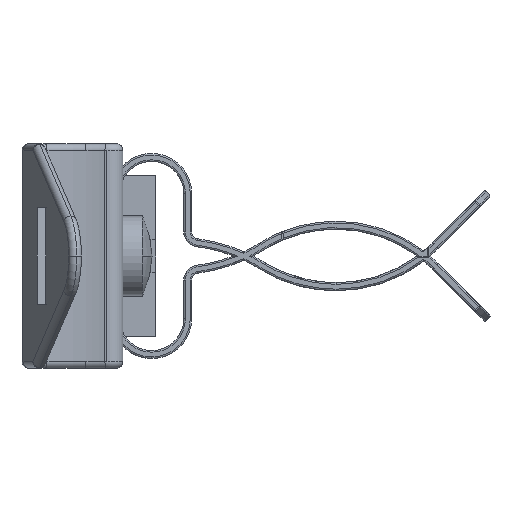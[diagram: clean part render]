
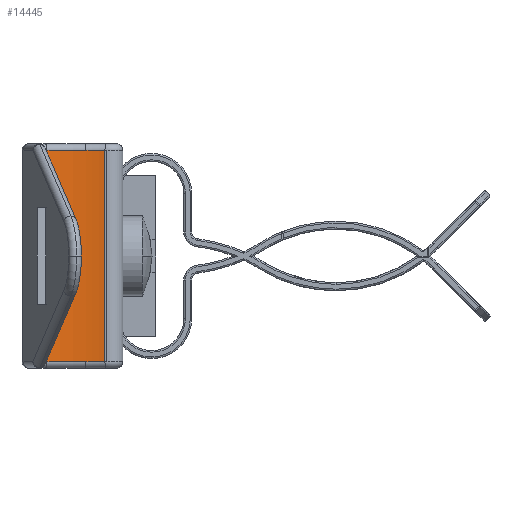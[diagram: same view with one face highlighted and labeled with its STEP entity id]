
A CAD part, left-side view. The second image highlights one B-rep face of the part: STEP entity #14445.
In plain terms, the highlighted cylindrical face has radius 10 mm (diameter 20 mm), a partial arc.
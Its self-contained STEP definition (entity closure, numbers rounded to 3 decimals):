
#318 = DIRECTION ( 'NONE',  ( 0., 0., -1. ) ) ;
#793 = VECTOR ( 'NONE', #10885, 1000. ) ;
#896 = CARTESIAN_POINT ( 'NONE',  ( -17.43, 2.31, 0.4 ) ) ;
#2266 = VERTEX_POINT ( 'NONE', #9628 ) ;
#2555 = DIRECTION ( 'NONE',  ( 0., 0., -1. ) ) ;
#2558 = CIRCLE ( 'NONE', #5234, 10. ) ;
#2948 = ORIENTED_EDGE ( 'NONE', *, *, #21666, .T. ) ;
#3602 = CARTESIAN_POINT ( 'NONE',  ( -27.43, 2.31, 13.6 ) ) ;
#3769 = EDGE_CURVE ( 'NONE', #11246, #7840, #5246, .T. ) ;
#5028 = ORIENTED_EDGE ( 'NONE', *, *, #3769, .T. ) ;
#5063 = CARTESIAN_POINT ( 'NONE',  ( -17.73, 4.743, 0.4 ) ) ;
#5234 = AXIS2_PLACEMENT_3D ( 'NONE', #3602, #18475, #22332 ) ;
#5246 = CIRCLE ( 'NONE', #13308, 10. ) ;
#5475 = ORIENTED_EDGE ( 'NONE', *, *, #10142, .T. ) ;
#5785 = CIRCLE ( 'NONE', #8827, 10. ) ;
#6474 = VERTEX_POINT ( 'NONE', #12941 ) ;
#6875 = AXIS2_PLACEMENT_3D ( 'NONE', #22606, #2555, #19110 ) ;
#7292 = EDGE_CURVE ( 'NONE', #14586, #6474, #2558, .T. ) ;
#7840 = VERTEX_POINT ( 'NONE', #16514 ) ;
#7856 = CARTESIAN_POINT ( 'NONE',  ( -17.501, 1.119, 14. ) ) ;
#7887 = DIRECTION ( 'NONE',  ( 1., 0., 0. ) ) ;
#8827 = AXIS2_PLACEMENT_3D ( 'NONE', #12717, #318, #21993 ) ;
#9500 = DIRECTION ( 'NONE',  ( 1., 0., 0. ) ) ;
#9628 = CARTESIAN_POINT ( 'NONE',  ( -17.501, 1.119, 13.6 ) ) ;
#9917 = VERTEX_POINT ( 'NONE', #5063 ) ;
#9918 = DIRECTION ( 'NONE',  ( 0., 0., 1. ) ) ;
#10142 = EDGE_CURVE ( 'NONE', #6474, #9917, #21585, .T. ) ;
#10359 = EDGE_LOOP ( 'NONE', ( #5475, #11985, #5028, #2948, #12770, #23345 ) ) ;
#10712 = AXIS2_PLACEMENT_3D ( 'NONE', #15220, #9918, #7887 ) ;
#10762 = CARTESIAN_POINT ( 'NONE',  ( -17.73, 4.743, 14. ) ) ;
#10885 = DIRECTION ( 'NONE',  ( 0., 0., -1. ) ) ;
#10959 = DIRECTION ( 'NONE',  ( 0., 0., -1. ) ) ;
#11246 = VERTEX_POINT ( 'NONE', #896 ) ;
#11422 = CARTESIAN_POINT ( 'NONE',  ( -27.43, 2.31, 0.4 ) ) ;
#11985 = ORIENTED_EDGE ( 'NONE', *, *, #22880, .T. ) ;
#12014 = FACE_OUTER_BOUND ( 'NONE', #10359, .T. ) ;
#12717 = CARTESIAN_POINT ( 'NONE',  ( -27.43, 2.31, 0.4 ) ) ;
#12770 = ORIENTED_EDGE ( 'NONE', *, *, #15877, .T. ) ;
#12941 = CARTESIAN_POINT ( 'NONE',  ( -17.73, 4.743, 13.6 ) ) ;
#13027 = CIRCLE ( 'NONE', #10712, 10. ) ;
#13308 = AXIS2_PLACEMENT_3D ( 'NONE', #11422, #10959, #9500 ) ;
#14445 = ADVANCED_FACE ( 'NONE', ( #12014 ), #15264, .F. ) ;
#14586 = VERTEX_POINT ( 'NONE', #16453 ) ;
#15220 = CARTESIAN_POINT ( 'NONE',  ( -27.43, 2.31, 13.6 ) ) ;
#15264 = CYLINDRICAL_SURFACE ( 'NONE', #6875, 10. ) ;
#15877 = EDGE_CURVE ( 'NONE', #2266, #14586, #13027, .T. ) ;
#16453 = CARTESIAN_POINT ( 'NONE',  ( -17.43, 2.31, 13.6 ) ) ;
#16514 = CARTESIAN_POINT ( 'NONE',  ( -17.501, 1.119, 0.4 ) ) ;
#18475 = DIRECTION ( 'NONE',  ( 0., 0., 1. ) ) ;
#18772 = VECTOR ( 'NONE', #22421, 1000. ) ;
#19110 = DIRECTION ( 'NONE',  ( -1., 0., 0. ) ) ;
#19151 = LINE ( 'NONE', #7856, #18772 ) ;
#21585 = LINE ( 'NONE', #10762, #793 ) ;
#21666 = EDGE_CURVE ( 'NONE', #7840, #2266, #19151, .T. ) ;
#21993 = DIRECTION ( 'NONE',  ( 1., 0., 0. ) ) ;
#22332 = DIRECTION ( 'NONE',  ( 1., 0., 0. ) ) ;
#22421 = DIRECTION ( 'NONE',  ( 0., 0., 1. ) ) ;
#22606 = CARTESIAN_POINT ( 'NONE',  ( -27.43, 2.31, 14. ) ) ;
#22880 = EDGE_CURVE ( 'NONE', #9917, #11246, #5785, .T. ) ;
#23345 = ORIENTED_EDGE ( 'NONE', *, *, #7292, .T. ) ;
